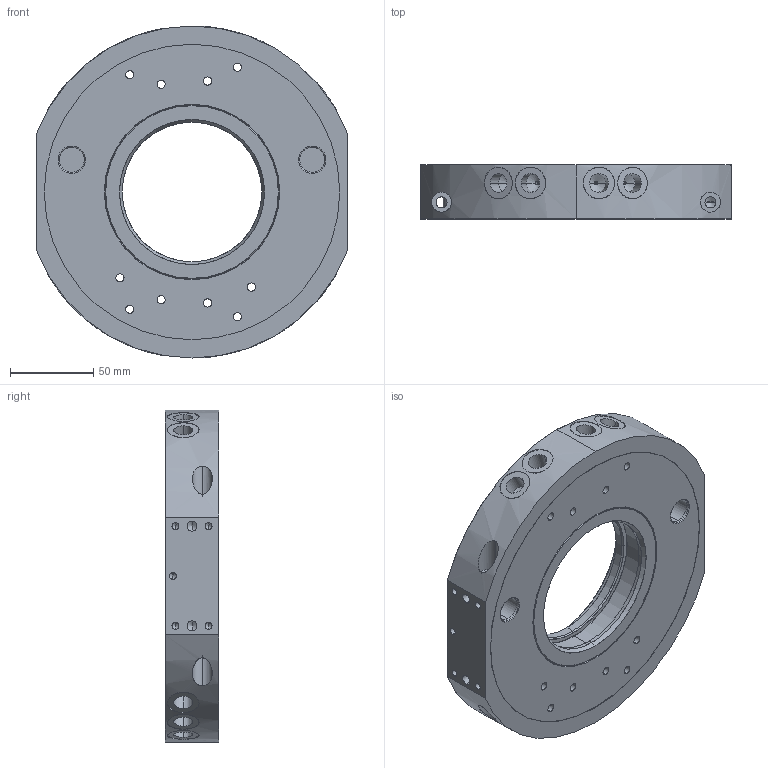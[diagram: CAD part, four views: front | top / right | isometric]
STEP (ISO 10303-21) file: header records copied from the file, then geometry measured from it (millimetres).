
FILE_DESCRIPTION(('HOOPS Exchange Step'),'2;1');
FILE_NAME('export-B115C8BB-63A5-4947-B531-E8F79F845A0A.stp','2021-11-06T16:17:47+01:00',('Engineering'),('Alibre'),'HOOPS Exchange 2021.0','Alibre','Unknown authorisation');
FILE_SCHEMA( ('AP242_MANAGED_MODEL_BASED_3D_ENGINEERING_MIM_LF {1 0 10303 442 1 1 4 }') );
Length unit declared in the file: millimetre
Products named in the file (2): 5652-1 Robotic Toolchanger, Robot side,Ø200mm, WWR160F-B; 5652 Robotic Toolchanger, Robot side,Ø200mm, WWR160F-B
Assembly tree (1 placements, depth 2):
  5652 Robotic Toolchanger, Robot side,Ø200mm, WWR160F-B
    5652-1 Robotic Toolchanger, Robot side,Ø200mm, WWR160F-B
Bounding box: 186.97 x 32.5 x 200 mm (x, y, z)
Surface area: 98157.4 mm2 (no closed solid volume)
Topology: 0 solids, 184 shells, 330 faces, 1050 edges, 742 vertices
Faces by surface type: cylinder 178, cone 74, torus 44, plane 34
Entity records: 15529 total; most frequent: CARTESIAN_POINT 5402, DIRECTION 2300, ORIENTED_EDGE 1310, EDGE_CURVE 1018, AXIS2_PLACEMENT_3D 1017, VERTEX_POINT 742, CIRCLE 682, EDGE_LOOP 419
